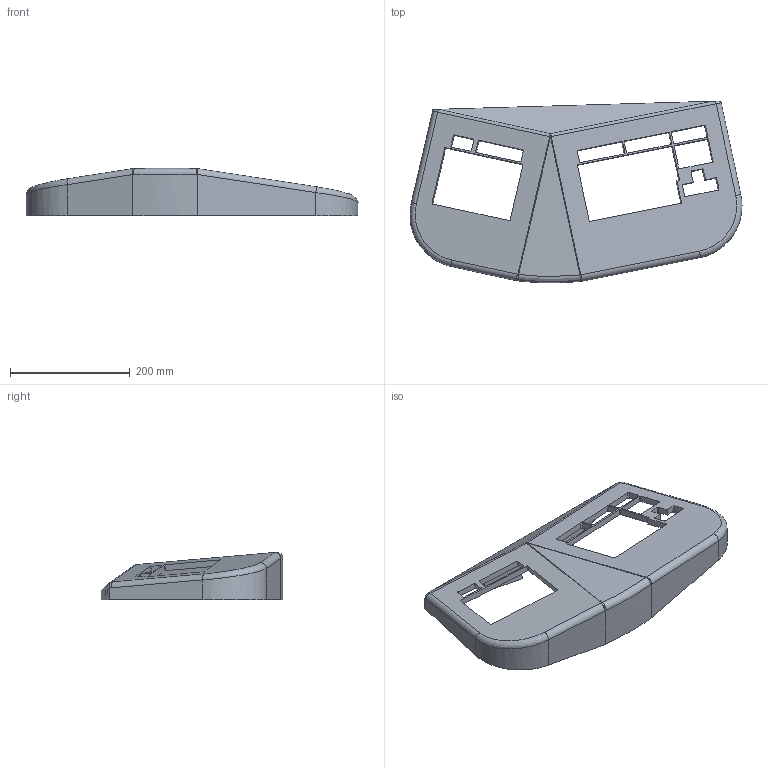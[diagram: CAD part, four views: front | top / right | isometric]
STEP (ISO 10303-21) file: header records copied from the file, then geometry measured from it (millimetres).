
FILE_DESCRIPTION(('FreeCAD Model'),'2;1');
FILE_NAME('tmpJ2oHWq','2018-10-31T20:45:39',('FreeCAD'),('FreeCAD') ,'Open CASCADE STEP processor 7.2','FreeCAD','Unknown');
FILE_SCHEMA(('AUTOMOTIVE_DESIGN { 1 0 10303 214 1 1 1 1 }'));
Length unit declared in the file: millimetre
Products named in the file (1): Open CASCADE STEP translator 7.2 1
Bounding box: 555.38 x 304.37 x 79.18 mm (x, y, z)
Volume: 3762479.1 mm3; surface area: 350780.2 mm2
Topology: 1 solids, 1 shells, 215 faces, 575 edges, 378 vertices
Faces by surface type: plane 116, cylinder 88, bspline 8, extrusion 3
Full cylindrical faces by diameter (mm): 2.5 x3, 3.4 x2, 4.2 x12, 19.5 x1
Entity records: 17217 total; most frequent: CARTESIAN_POINT 5804, DIRECTION 2078, VECTOR 1172, LINE 1169, ORIENTED_EDGE 1150, PCURVE 1150, DEFINITIONAL_REPRESENTATION 1150, EDGE_CURVE 575
